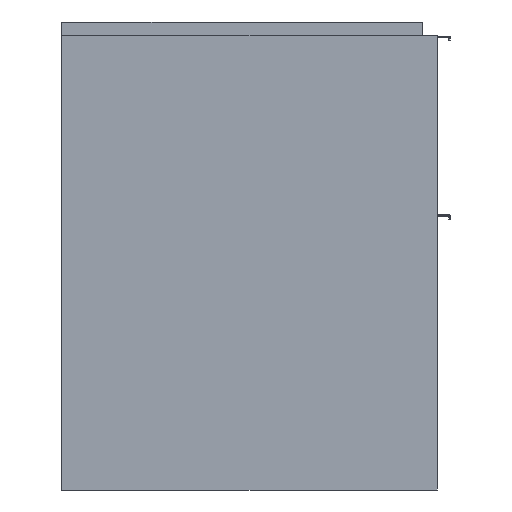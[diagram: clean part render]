
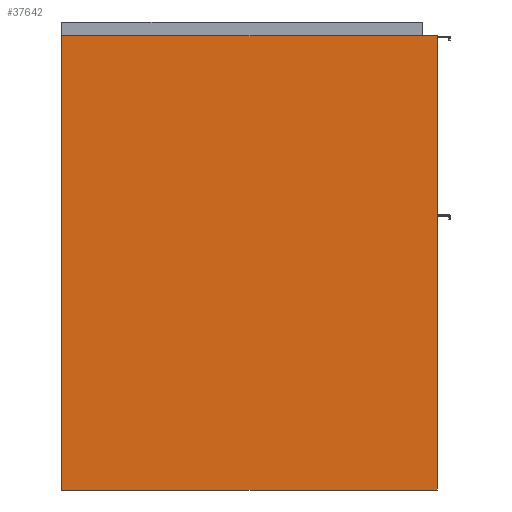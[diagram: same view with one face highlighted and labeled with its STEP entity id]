
A CAD part, left-side view. The second image highlights one B-rep face of the part: STEP entity #37642.
In plain terms, the highlighted planar face has unit normal (-1, 0, 0).
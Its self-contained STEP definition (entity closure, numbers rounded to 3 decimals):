
#3085=FACE_OUTER_BOUND('',#5211,.T.);
#5211=EDGE_LOOP('',(#27002,#27003,#27004,#27005));
#7962=LINE('',#55827,#12204);
#7966=LINE('',#55835,#12208);
#7969=LINE('',#55841,#12211);
#7972=LINE('',#55846,#12214);
#12204=VECTOR('',#44857,462.);
#12208=VECTOR('',#44863,559.);
#12211=VECTOR('',#44868,462.);
#12214=VECTOR('',#44873,559.);
#16252=VERTEX_POINT('',#55825);
#16253=VERTEX_POINT('',#55826);
#16256=VERTEX_POINT('',#55834);
#16258=VERTEX_POINT('',#55840);
#20306=EDGE_CURVE('',#16252,#16253,#7962,.T.);
#20310=EDGE_CURVE('',#16256,#16252,#7966,.T.);
#20313=EDGE_CURVE('',#16258,#16256,#7969,.T.);
#20316=EDGE_CURVE('',#16253,#16258,#7972,.T.);
#27002=ORIENTED_EDGE('',*,*,#20316,.F.);
#27003=ORIENTED_EDGE('',*,*,#20306,.F.);
#27004=ORIENTED_EDGE('',*,*,#20310,.F.);
#27005=ORIENTED_EDGE('',*,*,#20313,.F.);
#36147=PLANE('',#39932);
#37642=ADVANCED_FACE('',(#3085),#36147,.F.);
#39932=AXIS2_PLACEMENT_3D('',#55849,#44877,#44878);
#44857=DIRECTION('',(0.,1.,0.));
#44863=DIRECTION('',(0.,0.,-1.));
#44868=DIRECTION('',(0.,-1.,0.));
#44873=DIRECTION('',(0.,0.,1.));
#44877=DIRECTION('center_axis',(1.,0.,0.));
#44878=DIRECTION('ref_axis',(0.,0.,-1.));
#55825=CARTESIAN_POINT('',(0.,0.,0.));
#55826=CARTESIAN_POINT('',(0.,462.,0.));
#55827=CARTESIAN_POINT('',(0.,0.,0.));
#55834=CARTESIAN_POINT('',(0.,0.,559.));
#55835=CARTESIAN_POINT('',(0.,0.,559.));
#55840=CARTESIAN_POINT('',(0.,462.,559.));
#55841=CARTESIAN_POINT('',(0.,462.,559.));
#55846=CARTESIAN_POINT('',(0.,462.,0.));
#55849=CARTESIAN_POINT('Origin',(0.,231.,279.5));
